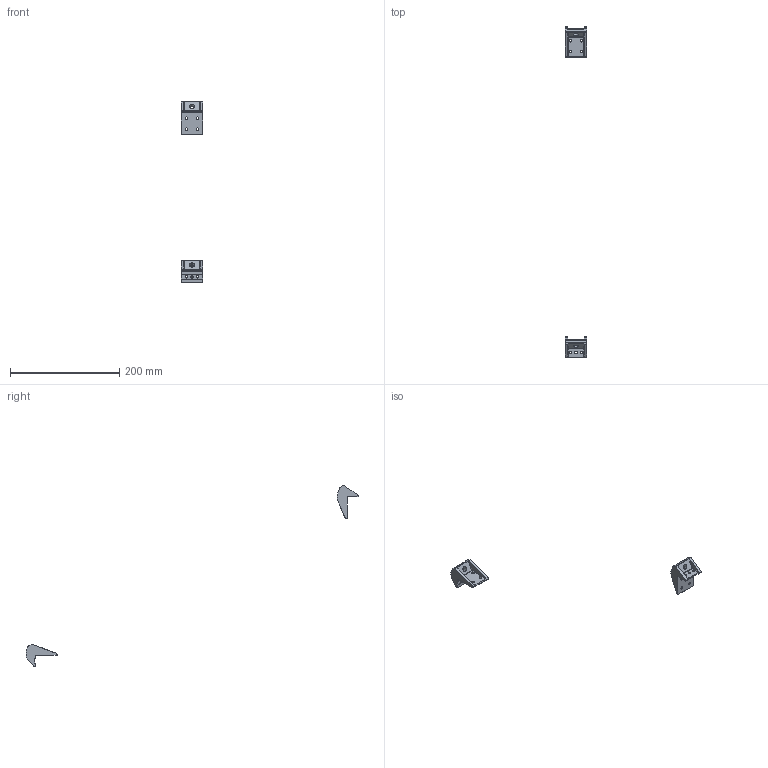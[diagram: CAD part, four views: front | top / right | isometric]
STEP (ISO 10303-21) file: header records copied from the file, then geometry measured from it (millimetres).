
FILE_DESCRIPTION(/* description */ (''),/* implementation_level */ '2;1');
FILE_NAME(/* name */ 'frame braces v2 v8.step',/* time_stamp */ '2018-04-26T09:14:52+12:00',/* author */ ('rusty_the_robot'),/* organization */ (''),/* preprocessor_version */ 'ST-DEVELOPER v17',/* originating_system */ 'Autodesk Translation Framework v7.1.0.215',/* authorisation */ '');
FILE_SCHEMA (('AUTOMOTIVE_DESIGN { 1 0 10303 214 3 1 1 }'));
Length unit declared in the file: millimetre
Products named in the file (1): frame braces v2
Bounding box: 40 x 606.83 x 330.06 mm (x, y, z)
Volume: 37293 mm3; surface area: 19761.6 mm2
Topology: 2 solids, 2 shells, 110 faces, 292 edges, 186 vertices
Faces by surface type: cylinder 50, plane 50, sphere 8, torus 2
Full cylindrical faces by diameter (mm): 4.5 x14, 8.5 x2
Entity records: 3655 total; most frequent: CARTESIAN_POINT 767, DIRECTION 598, ORIENTED_EDGE 584, EDGE_CURVE 292, AXIS2_PLACEMENT_3D 213, VERTEX_POINT 186, LINE 172, VECTOR 172
